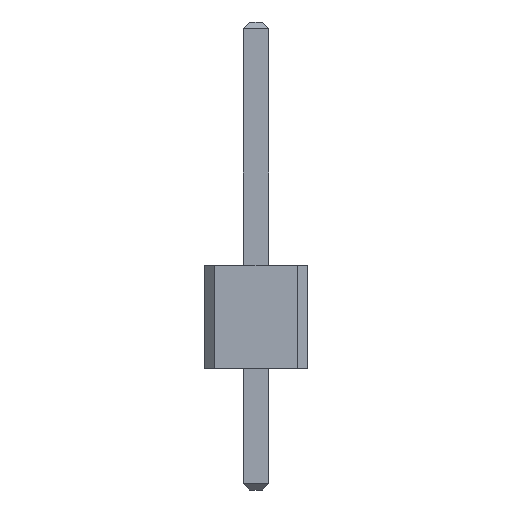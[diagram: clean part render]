
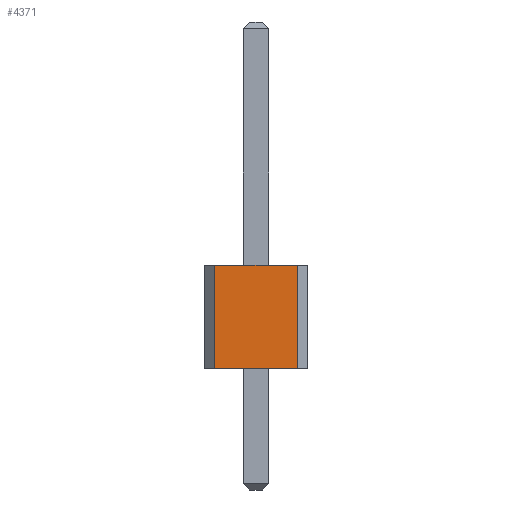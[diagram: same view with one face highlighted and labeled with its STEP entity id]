
A CAD part, front view. The second image highlights one B-rep face of the part: STEP entity #4371.
In plain terms, the highlighted planar face has unit normal (0, -1, 0).
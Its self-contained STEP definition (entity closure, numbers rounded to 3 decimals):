
#13=DIRECTION('',(0.,0.,1.));
#27=VECTOR('',#13,1.);
#89=DIRECTION('',(1.,0.,0.));
#458=VERTEX_POINT('',#459);
#459=CARTESIAN_POINT('',(-1.016,-62.23,0.));
#462=EDGE_CURVE('',#458,#463,#465,.T.);
#463=VERTEX_POINT('',#464);
#464=CARTESIAN_POINT('',(1.016,-62.23,0.));
#465=LINE('',#459,#466);
#466=VECTOR('',#89,1.);
#480=DIRECTION('',(0.,1.,0.));
#1867=VERTEX_POINT('',#1868);
#1868=CARTESIAN_POINT('',(-1.016,-62.23,2.54));
#1870=ORIENTED_EDGE('',*,*,#1871,.T.);
#1871=EDGE_CURVE('',#1867,#1872,#1874,.T.);
#1872=VERTEX_POINT('',#1873);
#1873=CARTESIAN_POINT('',(1.016,-62.23,2.54));
#1874=LINE('',#1868,#466);
#4356=EDGE_CURVE('',#458,#1867,#4357,.T.);
#4357=LINE('',#459,#27);
#4371=ADVANCED_FACE('',(#4372),#4379,.F.);
#4372=FACE_BOUND('',#4373,.F.);
#4373=EDGE_LOOP('',(#4374,#1870,#4375,#4378));
#4374=ORIENTED_EDGE('',*,*,#4356,.T.);
#4375=ORIENTED_EDGE('',*,*,#4376,.F.);
#4376=EDGE_CURVE('',#463,#1872,#4377,.T.);
#4377=LINE('',#464,#27);
#4378=ORIENTED_EDGE('',*,*,#462,.F.);
#4379=PLANE('',#4380);
#4380=AXIS2_PLACEMENT_3D('',#459,#480,#89);
